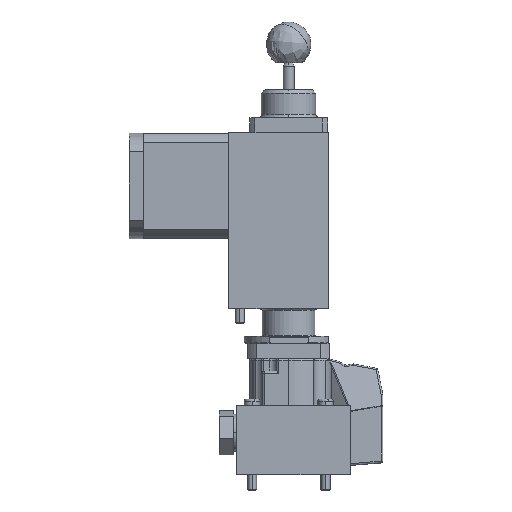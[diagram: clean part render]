
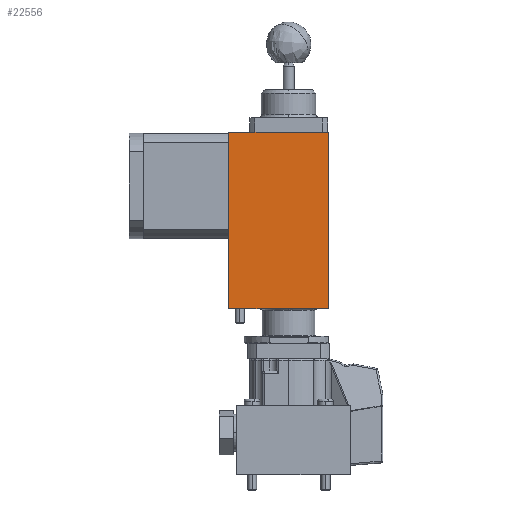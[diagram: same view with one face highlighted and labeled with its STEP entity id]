
A CAD part, left-side view. The second image highlights one B-rep face of the part: STEP entity #22556.
In plain terms, the highlighted planar face has unit normal (-1, 0, 0).
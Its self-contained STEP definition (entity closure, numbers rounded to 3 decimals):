
#2739 = PLANE ( 'NONE',  #9280 ) ;
#2747 = CARTESIAN_POINT ( 'NONE',  ( -27.904, 6.998, 165.7 ) ) ;
#2748 = DIRECTION ( 'NONE',  ( 1., 0., 0. ) ) ;
#2749 = DIRECTION ( 'NONE',  ( 0., 0., -1. ) ) ;
#8904 = FACE_OUTER_BOUND ( 'NONE', #20075, .T. ) ;
#9280 = AXIS2_PLACEMENT_3D ( 'NONE', #2747, #2748, #2749 ) ;
#10709 = VERTEX_POINT ( 'NONE', #20862 ) ;
#11705 = VERTEX_POINT ( 'NONE', #21331 ) ;
#11998 = VERTEX_POINT ( 'NONE', #28576 ) ;
#12078 = VERTEX_POINT ( 'NONE', #28656 ) ;
#14824 = CARTESIAN_POINT ( 'NONE',  ( -27.904, -15.002, 165.7 ) ) ;
#14826 = DIRECTION ( 'NONE',  ( 0., 0., -1. ) ) ;
#14881 = CARTESIAN_POINT ( 'NONE',  ( -27.904, 6.998, 68.3 ) ) ;
#14882 = DIRECTION ( 'NONE',  ( 0., 1., 0. ) ) ;
#14885 = CARTESIAN_POINT ( 'NONE',  ( -27.904, 39.998, 165.7 ) ) ;
#14886 = DIRECTION ( 'NONE',  ( 0., 0., 1. ) ) ;
#14898 = CARTESIAN_POINT ( 'NONE',  ( -27.904, 6.998, 165.7 ) ) ;
#14900 = DIRECTION ( 'NONE',  ( 0., -1., 0. ) ) ;
#18018 = EDGE_CURVE ( 'NONE', #12078, #10709, #26916, .T. ) ;
#18033 = EDGE_CURVE ( 'NONE', #10709, #11998, #26930, .T. ) ;
#18043 = EDGE_CURVE ( 'NONE', #11998, #11705, #26939, .T. ) ;
#18048 = EDGE_CURVE ( 'NONE', #11705, #12078, #26944, .T. ) ;
#20075 = EDGE_LOOP ( 'NONE', ( #25538, #25560, #24919, #25270 ) ) ;
#20862 = CARTESIAN_POINT ( 'NONE',  ( -27.904, -15.002, 68.3 ) ) ;
#21331 = CARTESIAN_POINT ( 'NONE',  ( -27.904, 39.998, 165.7 ) ) ;
#22556 = ADVANCED_FACE ( 'NONE', ( #8904 ), #2739, .F. ) ;
#24919 = ORIENTED_EDGE ( 'NONE', *, *, #18018, .F. ) ;
#25270 = ORIENTED_EDGE ( 'NONE', *, *, #18048, .F. ) ;
#25538 = ORIENTED_EDGE ( 'NONE', *, *, #18043, .F. ) ;
#25560 = ORIENTED_EDGE ( 'NONE', *, *, #18033, .F. ) ;
#26916 = LINE ( 'NONE', #14824, #26919 ) ;
#26919 = VECTOR ( 'NONE', #14826, 1000. ) ;
#26930 = LINE ( 'NONE', #14881, #26935 ) ;
#26935 = VECTOR ( 'NONE', #14882, 1000. ) ;
#26939 = LINE ( 'NONE', #14885, #26941 ) ;
#26941 = VECTOR ( 'NONE', #14886, 1000. ) ;
#26944 = LINE ( 'NONE', #14898, #26947 ) ;
#26947 = VECTOR ( 'NONE', #14900, 1000. ) ;
#28576 = CARTESIAN_POINT ( 'NONE',  ( -27.904, 39.998, 68.3 ) ) ;
#28656 = CARTESIAN_POINT ( 'NONE',  ( -27.904, -15.002, 165.7 ) ) ;
